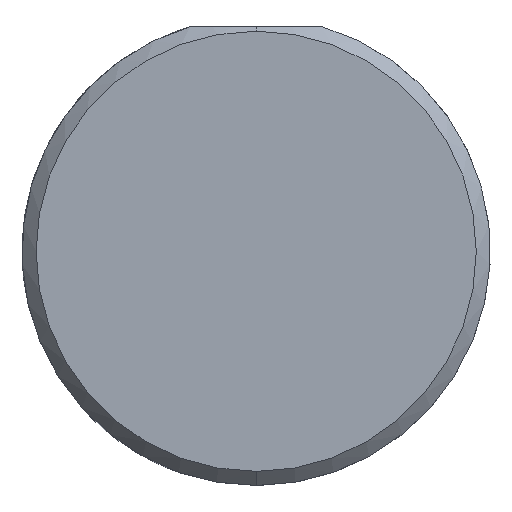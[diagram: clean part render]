
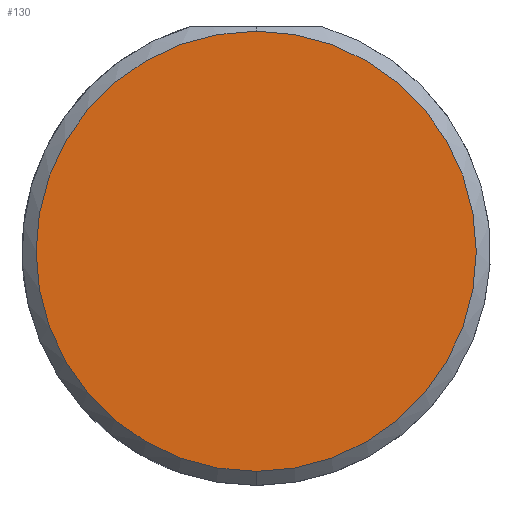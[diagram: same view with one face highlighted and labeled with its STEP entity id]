
A CAD part, left-side view. The second image highlights one B-rep face of the part: STEP entity #130.
In plain terms, the highlighted planar face has unit normal (-1, 0, 0).
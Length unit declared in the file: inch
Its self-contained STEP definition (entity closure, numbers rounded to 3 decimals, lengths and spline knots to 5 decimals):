
#2 = ORIENTED_EDGE ( 'NONE', *, *, #28, .T. ) ;
#28 = EDGE_CURVE ( 'NONE', #43, #215, #728, .T. ) ;
#31 = CARTESIAN_POINT ( 'NONE',  ( 0., 0., 0. ) ) ;
#43 = VERTEX_POINT ( 'NONE', #214 ) ;
#129 = CARTESIAN_POINT ( 'NONE',  ( 0., 0., 0. ) ) ;
#130 = ADVANCED_FACE ( 'NONE', ( #138 ), #275, .F. ) ;
#138 = FACE_OUTER_BOUND ( 'NONE', #348, .T. ) ;
#198 = DIRECTION ( 'NONE',  ( 0., 0., -1. ) ) ;
#214 = CARTESIAN_POINT ( 'NONE',  ( 0., 0., -0.23485 ) ) ;
#215 = VERTEX_POINT ( 'NONE', #512 ) ;
#266 = DIRECTION ( 'NONE',  ( 0., 0., 1. ) ) ;
#275 = PLANE ( 'NONE',  #473 ) ;
#289 = EDGE_CURVE ( 'NONE', #215, #43, #584, .T. ) ;
#314 = DIRECTION ( 'NONE',  ( 1., 0., 0. ) ) ;
#348 = EDGE_LOOP ( 'NONE', ( #2, #604 ) ) ;
#369 = DIRECTION ( 'NONE',  ( -1., 0., 0. ) ) ;
#371 = CARTESIAN_POINT ( 'NONE',  ( 0., 0., 0. ) ) ;
#473 = AXIS2_PLACEMENT_3D ( 'NONE', #371, #314, #198 ) ;
#494 = AXIS2_PLACEMENT_3D ( 'NONE', #31, #749, #565 ) ;
#512 = CARTESIAN_POINT ( 'NONE',  ( 0., 0., 0.23485 ) ) ;
#536 = AXIS2_PLACEMENT_3D ( 'NONE', #129, #369, #266 ) ;
#565 = DIRECTION ( 'NONE',  ( 0., 0., 1. ) ) ;
#584 = CIRCLE ( 'NONE', #494, 0.23485 ) ;
#604 = ORIENTED_EDGE ( 'NONE', *, *, #289, .T. ) ;
#728 = CIRCLE ( 'NONE', #536, 0.23485 ) ;
#749 = DIRECTION ( 'NONE',  ( -1., 0., 0. ) ) ;
